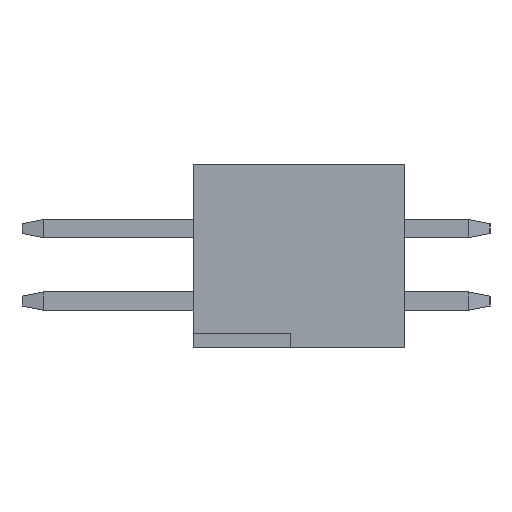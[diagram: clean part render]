
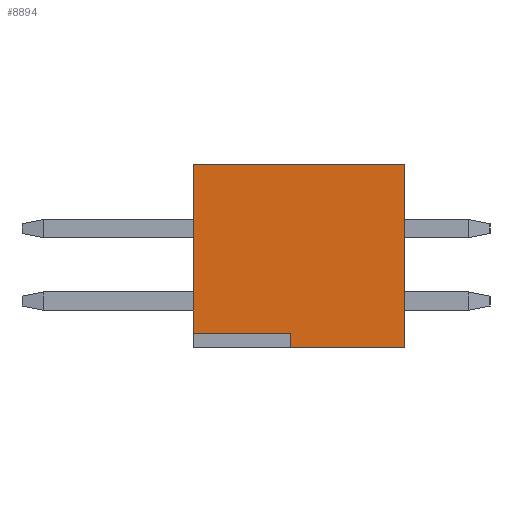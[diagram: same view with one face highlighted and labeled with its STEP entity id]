
A CAD part, left-side view. The second image highlights one B-rep face of the part: STEP entity #8894.
In plain terms, the highlighted planar face has unit normal (-1, 0, 0).
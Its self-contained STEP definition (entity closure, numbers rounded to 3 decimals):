
#7180=CARTESIAN_POINT('',(-1.27,0.,3.51));
#7181=VERTEX_POINT('',#7180);
#7188=CARTESIAN_POINT('',(-1.27,0.,-2.89));
#7189=VERTEX_POINT('',#7188);
#7190=CARTESIAN_POINT('',(-1.27,0.,3.51));
#7191=DIRECTION('',(0.,0.,-1.));
#7192=VECTOR('',#7191,6.4);
#7193=LINE('',#7190,#7192);
#7194=EDGE_CURVE('',#7181,#7189,#7193,.T.);
#8408=CARTESIAN_POINT('',(-1.27,7.4,3.51));
#8409=VERTEX_POINT('',#8408);
#8418=CARTESIAN_POINT('',(-1.27,7.4,3.51));
#8419=DIRECTION('',(0.,-1.,0.));
#8420=VECTOR('',#8419,7.4);
#8421=LINE('',#8418,#8420);
#8422=EDGE_CURVE('',#8409,#7181,#8421,.T.);
#8855=CARTESIAN_POINT('',(-1.27,0.,-2.89));
#8856=DIRECTION('',(0.,0.,1.));
#8857=DIRECTION('',(-1.,0.,0.));
#8858=AXIS2_PLACEMENT_3D('',#8855,#8857,#8856);
#8859=PLANE('',#8858);
#8860=CARTESIAN_POINT('',(-1.27,4.,-2.89));
#8861=VERTEX_POINT('',#8860);
#8862=CARTESIAN_POINT('',(-1.27,0.,-2.89));
#8863=DIRECTION('',(0.,1.,0.));
#8864=VECTOR('',#8863,4.);
#8865=LINE('',#8862,#8864);
#8866=EDGE_CURVE('',#7189,#8861,#8865,.T.);
#8867=ORIENTED_EDGE('',*,*,#8866,.F.);
#8868=ORIENTED_EDGE('',*,*,#7194,.F.);
#8869=ORIENTED_EDGE('',*,*,#8422,.F.);
#8870=CARTESIAN_POINT('',(-1.27,7.4,-2.39));
#8871=VERTEX_POINT('',#8870);
#8872=CARTESIAN_POINT('',(-1.27,7.4,-2.39));
#8873=DIRECTION('',(0.,0.,1.));
#8874=VECTOR('',#8873,5.9);
#8875=LINE('',#8872,#8874);
#8876=EDGE_CURVE('',#8871,#8409,#8875,.T.);
#8877=ORIENTED_EDGE('',*,*,#8876,.F.);
#8878=CARTESIAN_POINT('',(-1.27,4.,-2.39));
#8879=VERTEX_POINT('',#8878);
#8880=CARTESIAN_POINT('',(-1.27,7.4,-2.39));
#8881=DIRECTION('',(0.,-1.,0.));
#8882=VECTOR('',#8881,3.4);
#8883=LINE('',#8880,#8882);
#8884=EDGE_CURVE('',#8871,#8879,#8883,.T.);
#8885=ORIENTED_EDGE('',*,*,#8884,.T.);
#8886=CARTESIAN_POINT('',(-1.27,4.,-2.39));
#8887=DIRECTION('',(0.,0.,-1.));
#8888=VECTOR('',#8887,0.5);
#8889=LINE('',#8886,#8888);
#8890=EDGE_CURVE('',#8879,#8861,#8889,.T.);
#8891=ORIENTED_EDGE('',*,*,#8890,.T.);
#8892=EDGE_LOOP('',(#8867,#8868,#8869,#8877,#8885,#8891));
#8893=FACE_OUTER_BOUND('',#8892,.T.);
#8894=ADVANCED_FACE('',(#8893),#8859,.T.);
